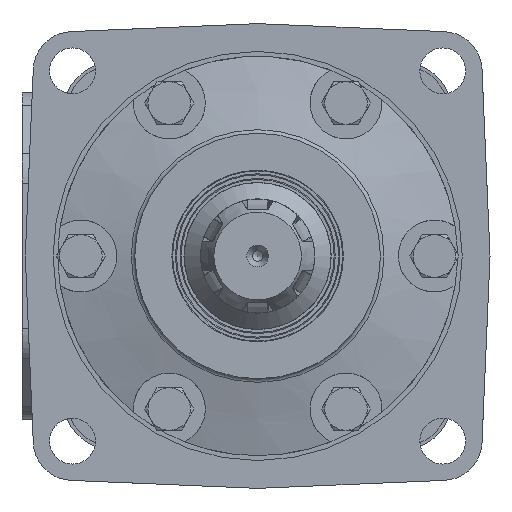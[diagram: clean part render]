
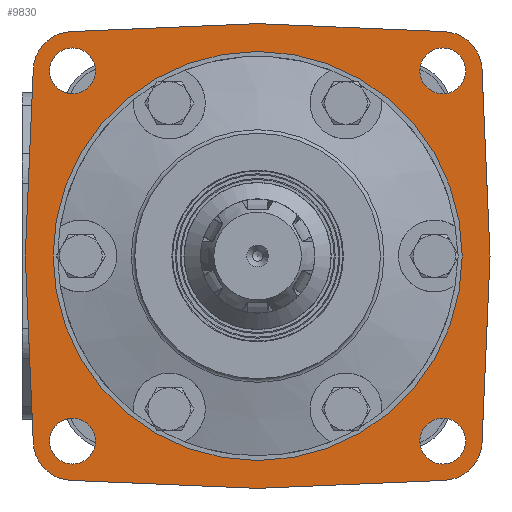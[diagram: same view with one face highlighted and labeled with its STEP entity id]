
A CAD part, left-side view. The second image highlights one B-rep face of the part: STEP entity #9830.
In plain terms, the highlighted planar face has unit normal (-1, 0, 0).
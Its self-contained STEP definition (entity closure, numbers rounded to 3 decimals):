
#1182=LINE('',#17056,#1814);
#1187=LINE('',#17066,#1819);
#1191=LINE('',#17073,#1823);
#1196=LINE('',#17083,#1828);
#1200=LINE('',#17090,#1832);
#1205=LINE('',#17100,#1837);
#1209=LINE('',#17107,#1841);
#1214=LINE('',#17117,#1846);
#1814=VECTOR('',#13392,1000.);
#1819=VECTOR('',#13399,1000.);
#1823=VECTOR('',#13405,1000.);
#1828=VECTOR('',#13412,1000.);
#1832=VECTOR('',#13418,1000.);
#1837=VECTOR('',#13425,1000.);
#1841=VECTOR('',#13431,1000.);
#1846=VECTOR('',#13438,1000.);
#3960=ORIENTED_EDGE('',*,*,#5707,.T.);
#3961=ORIENTED_EDGE('',*,*,#5701,.T.);
#3962=ORIENTED_EDGE('',*,*,#5699,.T.);
#3963=ORIENTED_EDGE('',*,*,#5697,.T.);
#3964=ORIENTED_EDGE('',*,*,#5695,.T.);
#3965=ORIENTED_EDGE('',*,*,#5753,.F.);
#3966=ORIENTED_EDGE('',*,*,#5706,.F.);
#3967=ORIENTED_EDGE('',*,*,#5785,.F.);
#3968=ORIENTED_EDGE('',*,*,#5780,.F.);
#3969=ORIENTED_EDGE('',*,*,#5694,.F.);
#3970=ORIENTED_EDGE('',*,*,#5776,.F.);
#3971=ORIENTED_EDGE('',*,*,#5771,.F.);
#3972=ORIENTED_EDGE('',*,*,#5690,.F.);
#3973=ORIENTED_EDGE('',*,*,#5767,.F.);
#3974=ORIENTED_EDGE('',*,*,#5762,.F.);
#3975=ORIENTED_EDGE('',*,*,#5686,.F.);
#3976=ORIENTED_EDGE('',*,*,#5758,.F.);
#5686=EDGE_CURVE('',#6752,#6749,#7292,.T.);
#5690=EDGE_CURVE('',#6756,#6753,#7294,.T.);
#5694=EDGE_CURVE('',#6760,#6757,#7296,.T.);
#5695=EDGE_CURVE('',#6761,#6761,#7297,.T.);
#5697=EDGE_CURVE('',#6763,#6763,#7299,.T.);
#5699=EDGE_CURVE('',#6765,#6765,#7301,.T.);
#5701=EDGE_CURVE('',#6767,#6767,#7303,.T.);
#5706=EDGE_CURVE('',#6772,#6769,#7306,.T.);
#5707=EDGE_CURVE('',#6773,#6773,#7307,.T.);
#5753=EDGE_CURVE('',#6769,#6813,#1182,.T.);
#5758=EDGE_CURVE('',#6813,#6752,#1187,.T.);
#5762=EDGE_CURVE('',#6749,#6819,#1191,.T.);
#5767=EDGE_CURVE('',#6819,#6756,#1196,.T.);
#5771=EDGE_CURVE('',#6753,#6825,#1200,.T.);
#5776=EDGE_CURVE('',#6825,#6760,#1205,.T.);
#5780=EDGE_CURVE('',#6757,#6831,#1209,.T.);
#5785=EDGE_CURVE('',#6831,#6772,#1214,.T.);
#6749=VERTEX_POINT('',#16838);
#6752=VERTEX_POINT('',#16843);
#6753=VERTEX_POINT('',#16847);
#6756=VERTEX_POINT('',#16852);
#6757=VERTEX_POINT('',#16856);
#6760=VERTEX_POINT('',#16861);
#6761=VERTEX_POINT('',#16865);
#6763=VERTEX_POINT('',#16870);
#6765=VERTEX_POINT('',#16875);
#6767=VERTEX_POINT('',#16880);
#6769=VERTEX_POINT('',#16885);
#6772=VERTEX_POINT('',#16890);
#6773=VERTEX_POINT('',#16894);
#6813=VERTEX_POINT('',#17057);
#6819=VERTEX_POINT('',#17074);
#6825=VERTEX_POINT('',#17091);
#6831=VERTEX_POINT('',#17108);
#7292=CIRCLE('',#10836,12.);
#7294=CIRCLE('',#10839,12.);
#7296=CIRCLE('',#10842,12.);
#7297=CIRCLE('',#10844,7.);
#7299=CIRCLE('',#10847,7.);
#7301=CIRCLE('',#10850,7.);
#7303=CIRCLE('',#10853,7.);
#7306=CIRCLE('',#10857,12.);
#7307=CIRCLE('',#10859,62.5);
#8020=EDGE_LOOP('',(#3960));
#8021=EDGE_LOOP('',(#3961));
#8022=EDGE_LOOP('',(#3962));
#8023=EDGE_LOOP('',(#3963));
#8024=EDGE_LOOP('',(#3964));
#8025=EDGE_LOOP('',(#3965,#3966,#3967,#3968,#3969,#3970,#3971,#3972,#3973,
#3974,#3975,#3976));
#8844=FACE_BOUND('',#8020,.T.);
#8845=FACE_BOUND('',#8021,.T.);
#8846=FACE_BOUND('',#8022,.T.);
#8847=FACE_BOUND('',#8023,.T.);
#8848=FACE_BOUND('',#8024,.T.);
#8849=FACE_BOUND('',#8025,.T.);
#9296=PLANE('',#10907);
#9830=ADVANCED_FACE('',(#8844,#8845,#8846,#8847,#8848,#8849),#9296,.F.);
#10836=AXIS2_PLACEMENT_3D('',#16844,#13244,#13245);
#10839=AXIS2_PLACEMENT_3D('',#16853,#13252,#13253);
#10842=AXIS2_PLACEMENT_3D('',#16862,#13260,#13261);
#10844=AXIS2_PLACEMENT_3D('',#16864,#13264,#13265);
#10847=AXIS2_PLACEMENT_3D('',#16869,#13270,#13271);
#10850=AXIS2_PLACEMENT_3D('',#16874,#13276,#13277);
#10853=AXIS2_PLACEMENT_3D('',#16879,#13282,#13283);
#10857=AXIS2_PLACEMENT_3D('',#16891,#13292,#13293);
#10859=AXIS2_PLACEMENT_3D('',#16893,#13296,#13297);
#10907=AXIS2_PLACEMENT_3D('',#17119,#13440,#13441);
#13244=DIRECTION('',(1.,0.,0.));
#13245=DIRECTION('',(0.,0.,-1.));
#13252=DIRECTION('',(1.,0.,0.));
#13253=DIRECTION('',(0.,0.,-1.));
#13260=DIRECTION('',(1.,0.,0.));
#13261=DIRECTION('',(0.,0.,-1.));
#13264=DIRECTION('',(1.,0.,0.));
#13265=DIRECTION('',(0.,0.,-1.));
#13270=DIRECTION('',(1.,0.,0.));
#13271=DIRECTION('',(0.,0.,-1.));
#13276=DIRECTION('',(1.,0.,0.));
#13277=DIRECTION('',(0.,0.,-1.));
#13282=DIRECTION('',(1.,0.,0.));
#13283=DIRECTION('',(0.,0.,-1.));
#13292=DIRECTION('',(1.,0.,0.));
#13293=DIRECTION('',(0.,0.,-1.));
#13296=DIRECTION('',(1.,0.,0.));
#13297=DIRECTION('',(0.,0.,-1.));
#13392=DIRECTION('',(0.,-0.999,0.043));
#13399=DIRECTION('',(0.,-0.999,-0.043));
#13405=DIRECTION('',(0.,-0.043,-0.999));
#13412=DIRECTION('',(0.,0.043,-0.999));
#13418=DIRECTION('',(0.,0.999,-0.043));
#13425=DIRECTION('',(0.,0.999,0.043));
#13431=DIRECTION('',(0.,0.043,0.999));
#13438=DIRECTION('',(0.,-0.043,0.999));
#13440=DIRECTION('',(1.,0.,0.));
#13441=DIRECTION('',(0.,0.,-1.));
#16838=CARTESIAN_POINT('',(30.5,-68.558,57.082));
#16843=CARTESIAN_POINT('',(30.5,-57.082,68.558));
#16844=CARTESIAN_POINT('',(30.5,-56.569,56.569));
#16847=CARTESIAN_POINT('',(30.5,-57.082,-68.558));
#16852=CARTESIAN_POINT('',(30.5,-68.558,-57.082));
#16853=CARTESIAN_POINT('',(30.5,-56.569,-56.569));
#16856=CARTESIAN_POINT('',(30.5,68.558,-57.082));
#16861=CARTESIAN_POINT('',(30.5,57.082,-68.558));
#16862=CARTESIAN_POINT('',(30.5,56.569,-56.569));
#16864=CARTESIAN_POINT('',(30.5,56.57,-56.57));
#16865=CARTESIAN_POINT('',(30.5,56.57,-63.57));
#16869=CARTESIAN_POINT('',(30.5,-56.57,-56.57));
#16870=CARTESIAN_POINT('',(30.5,-56.57,-63.57));
#16874=CARTESIAN_POINT('',(30.5,56.57,56.57));
#16875=CARTESIAN_POINT('',(30.5,56.57,49.57));
#16879=CARTESIAN_POINT('',(30.5,-56.57,56.57));
#16880=CARTESIAN_POINT('',(30.5,-56.57,49.57));
#16885=CARTESIAN_POINT('',(30.5,57.082,68.558));
#16890=CARTESIAN_POINT('',(30.5,68.558,57.082));
#16891=CARTESIAN_POINT('',(30.5,56.569,56.569));
#16893=CARTESIAN_POINT('',(30.5,0.,0.));
#16894=CARTESIAN_POINT('',(30.5,0.,-62.5));
#17056=CARTESIAN_POINT('',(30.5,57.082,68.558));
#17057=CARTESIAN_POINT('',(30.5,0.,71.));
#17066=CARTESIAN_POINT('',(30.5,0.,71.));
#17073=CARTESIAN_POINT('',(30.5,-68.558,57.082));
#17074=CARTESIAN_POINT('',(30.5,-71.,0.));
#17083=CARTESIAN_POINT('',(30.5,-71.,0.));
#17090=CARTESIAN_POINT('',(30.5,-57.082,-68.558));
#17091=CARTESIAN_POINT('',(30.5,0.,-71.));
#17100=CARTESIAN_POINT('',(30.5,0.,-71.));
#17107=CARTESIAN_POINT('',(30.5,68.558,-57.082));
#17108=CARTESIAN_POINT('',(30.5,71.,0.));
#17117=CARTESIAN_POINT('',(30.5,71.,0.));
#17119=CARTESIAN_POINT('',(30.5,-56.569,56.569));
